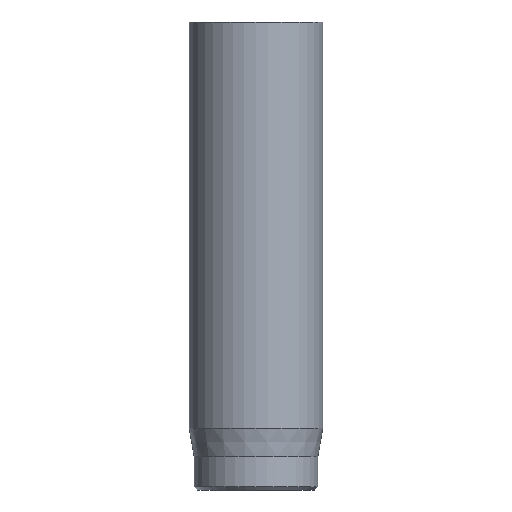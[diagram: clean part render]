
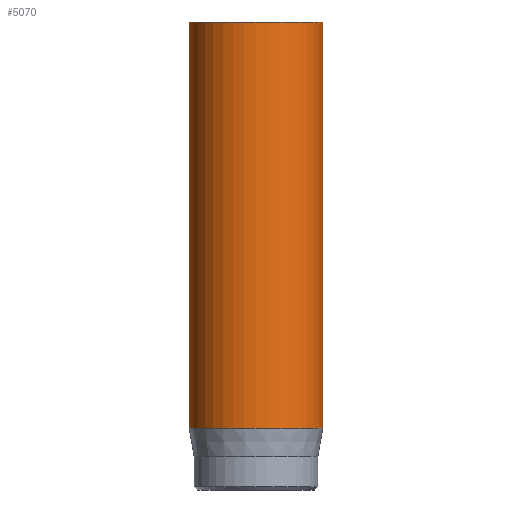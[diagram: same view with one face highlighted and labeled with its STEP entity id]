
A CAD part, front view. The second image highlights one B-rep face of the part: STEP entity #5070.
In plain terms, the highlighted cylindrical face has radius 2 mm (diameter 4 mm), a full revolution.
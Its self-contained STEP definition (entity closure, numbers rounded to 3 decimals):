
#53=CYLINDRICAL_SURFACE('',#5288,2.);
#58=CIRCLE('',#5258,2.);
#72=CIRCLE('',#5286,2.);
#73=CIRCLE('',#5287,2.);
#422=FACE_OUTER_BOUND('',#724,.T.);
#724=EDGE_LOOP('',(#4320,#4321,#4322,#4323,#4324));
#1086=LINE('',#9121,#1458);
#1458=VECTOR('',#5822,2.);
#2264=VERTEX_POINT('',#9066);
#2278=VERTEX_POINT('',#9115);
#2279=VERTEX_POINT('',#9116);
#2958=EDGE_CURVE('',#2264,#2264,#58,.T.);
#2979=EDGE_CURVE('',#2278,#2279,#72,.T.);
#2980=EDGE_CURVE('',#2279,#2278,#73,.T.);
#2982=EDGE_CURVE('',#2264,#2278,#1086,.T.);
#4320=ORIENTED_EDGE('',*,*,#2958,.T.);
#4321=ORIENTED_EDGE('',*,*,#2982,.T.);
#4322=ORIENTED_EDGE('',*,*,#2979,.T.);
#4323=ORIENTED_EDGE('',*,*,#2980,.T.);
#4324=ORIENTED_EDGE('',*,*,#2982,.F.);
#5070=ADVANCED_FACE('',(#422),#53,.T.);
#5258=AXIS2_PLACEMENT_3D('',#9067,#5752,#5753);
#5286=AXIS2_PLACEMENT_3D('',#9117,#5815,#5816);
#5287=AXIS2_PLACEMENT_3D('',#9118,#5817,#5818);
#5288=AXIS2_PLACEMENT_3D('',#9120,#5820,#5821);
#5752=DIRECTION('center_axis',(0.,0.,-1.));
#5753=DIRECTION('ref_axis',(-1.,0.,0.));
#5815=DIRECTION('center_axis',(0.,0.,1.));
#5816=DIRECTION('ref_axis',(-1.,0.,0.));
#5817=DIRECTION('center_axis',(0.,0.,1.));
#5818=DIRECTION('ref_axis',(-1.,0.,0.));
#5820=DIRECTION('center_axis',(0.,0.,1.));
#5821=DIRECTION('ref_axis',(-1.,0.,0.));
#5822=DIRECTION('',(0.,0.,-1.));
#9066=CARTESIAN_POINT('',(2.,0.,14.));
#9067=CARTESIAN_POINT('Origin',(0.,0.,14.));
#9115=CARTESIAN_POINT('',(2.,0.,1.851));
#9116=CARTESIAN_POINT('',(-2.,0.,1.851));
#9117=CARTESIAN_POINT('Origin',(0.,0.,1.851));
#9118=CARTESIAN_POINT('Origin',(0.,0.,1.851));
#9120=CARTESIAN_POINT('Origin',(0.,0.,0.));
#9121=CARTESIAN_POINT('',(2.,0.,0.));
